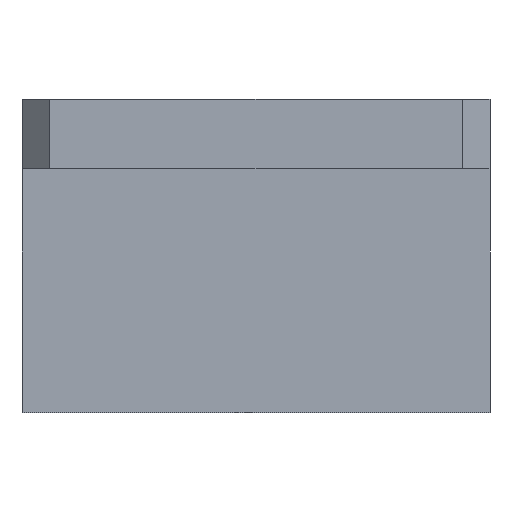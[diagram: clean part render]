
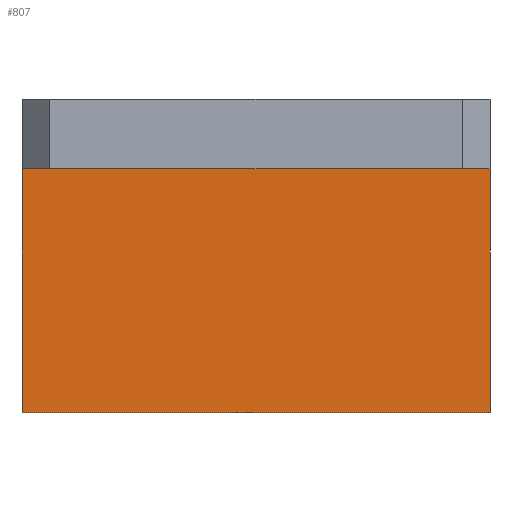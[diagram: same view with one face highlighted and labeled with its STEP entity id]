
A CAD part, front view. The second image highlights one B-rep face of the part: STEP entity #807.
In plain terms, the highlighted planar face has unit normal (0, -1, 0).
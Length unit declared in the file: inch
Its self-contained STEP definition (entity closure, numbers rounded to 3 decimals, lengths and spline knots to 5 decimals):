
#22 = CARTESIAN_POINT ( 'NONE',  ( 0.844, -0.43, -1.13 ) ) ;
#144 = VECTOR ( 'NONE', #1950, 39.37008 ) ;
#146 = EDGE_LOOP ( 'NONE', ( #2031, #2873, #3613, #3818 ) ) ;
#327 = FACE_OUTER_BOUND ( 'NONE', #146, .T. ) ;
#392 = DIRECTION ( 'NONE',  ( 0., 0., 1. ) ) ;
#395 = LINE ( 'NONE', #1056, #144 ) ;
#435 = DIRECTION ( 'NONE',  ( -1., 0., 0. ) ) ;
#586 = AXIS2_PLACEMENT_3D ( 'NONE', #951, #1281, #392 ) ;
#629 = EDGE_CURVE ( 'NONE', #3300, #1977, #3232, .T. ) ;
#688 = PLANE ( 'NONE',  #586 ) ;
#807 = ADVANCED_FACE ( 'NONE', ( #327 ), #688, .F. ) ;
#951 = CARTESIAN_POINT ( 'NONE',  ( 0.844, -0.43, -1.13 ) ) ;
#1056 = CARTESIAN_POINT ( 'NONE',  ( -0.844, -0.43, -1.13 ) ) ;
#1281 = DIRECTION ( 'NONE',  ( 0., 1., 0. ) ) ;
#1349 = CARTESIAN_POINT ( 'NONE',  ( -0.844, -0.43, -0.25 ) ) ;
#1389 = EDGE_CURVE ( 'NONE', #2384, #2433, #3930, .T. ) ;
#1752 = CARTESIAN_POINT ( 'NONE',  ( 0.844, -0.43, -1.13 ) ) ;
#1950 = DIRECTION ( 'NONE',  ( 0., 0., 1. ) ) ;
#1977 = VERTEX_POINT ( 'NONE', #1349 ) ;
#2031 = ORIENTED_EDGE ( 'NONE', *, *, #629, .T. ) ;
#2032 = CARTESIAN_POINT ( 'NONE',  ( 0.844, -0.43, -1.13 ) ) ;
#2213 = LINE ( 'NONE', #22, #2351 ) ;
#2351 = VECTOR ( 'NONE', #3185, 39.37008 ) ;
#2384 = VERTEX_POINT ( 'NONE', #1752 ) ;
#2433 = VERTEX_POINT ( 'NONE', #3388 ) ;
#2518 = DIRECTION ( 'NONE',  ( -1., 0., 0. ) ) ;
#2528 = CARTESIAN_POINT ( 'NONE',  ( 0.844, -0.43, -0.25 ) ) ;
#2873 = ORIENTED_EDGE ( 'NONE', *, *, #3606, .F. ) ;
#2878 = VECTOR ( 'NONE', #2518, 39.37008 ) ;
#2886 = VECTOR ( 'NONE', #435, 39.37008 ) ;
#3185 = DIRECTION ( 'NONE',  ( 0., 0., 1. ) ) ;
#3232 = LINE ( 'NONE', #3463, #2878 ) ;
#3300 = VERTEX_POINT ( 'NONE', #2528 ) ;
#3388 = CARTESIAN_POINT ( 'NONE',  ( -0.844, -0.43, -1.13 ) ) ;
#3463 = CARTESIAN_POINT ( 'NONE',  ( 0.844, -0.43, -0.25 ) ) ;
#3606 = EDGE_CURVE ( 'NONE', #2433, #1977, #395, .T. ) ;
#3613 = ORIENTED_EDGE ( 'NONE', *, *, #1389, .F. ) ;
#3818 = ORIENTED_EDGE ( 'NONE', *, *, #4031, .T. ) ;
#3930 = LINE ( 'NONE', #2032, #2886 ) ;
#4031 = EDGE_CURVE ( 'NONE', #2384, #3300, #2213, .T. ) ;
